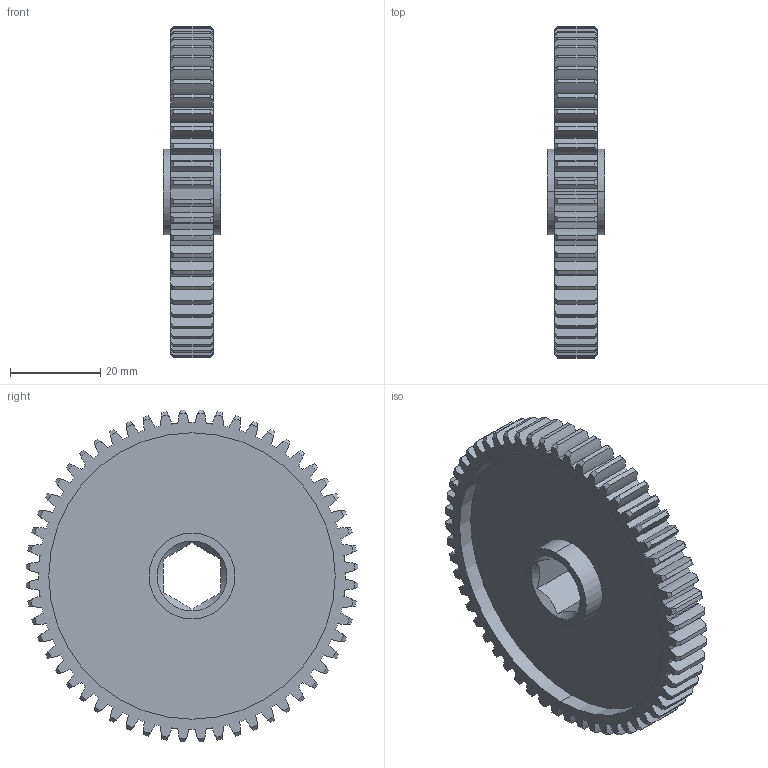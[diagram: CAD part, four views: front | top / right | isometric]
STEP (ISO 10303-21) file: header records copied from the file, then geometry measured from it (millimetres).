
FILE_DESCRIPTION (( 'STEP AP214' ), '1' );
FILE_NAME ('am-5157 56T 20DP 500hex 375 FW Aluminum.STEP', '2023-07-20T15:51:36', ( '' ), ( '' ), 'SwSTEP 2.0', 'SolidWorks 2022', '' );
FILE_SCHEMA (( 'AUTOMOTIVE_DESIGN' ));
Length unit declared in the file: inch
Products named in the file (1): am-5157 56T 20DP 500hex 375 FW Aluminum
Bounding box: 12.7 x 73.59 x 73.59 mm (x, y, z)
Volume: 16265.5 mm3; surface area: 14381.8 mm2
Topology: 1 solids, 1 shells, 365 faces, 1073 edges, 714 vertices
Faces by surface type: cylinder 237, cone 116, plane 12
Entity records: 12849 total; most frequent: CARTESIAN_POINT 2965, DIRECTION 2159, ORIENTED_EDGE 2146, EDGE_CURVE 1073, AXIS2_PLACEMENT_3D 956, VERTEX_POINT 714, CIRCLE 590, EDGE_LOOP 371
